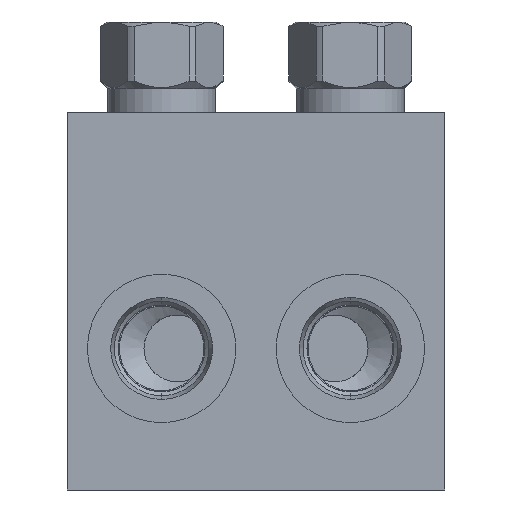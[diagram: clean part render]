
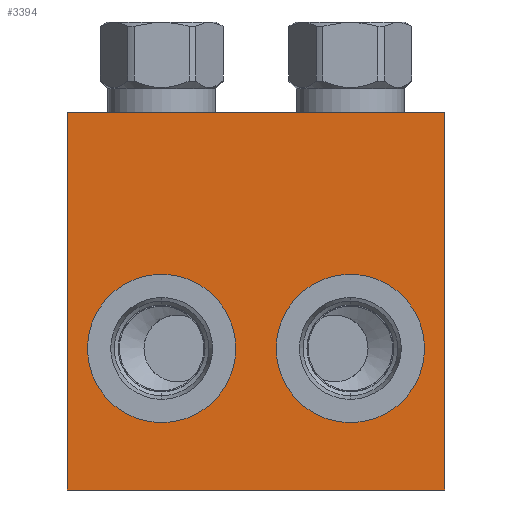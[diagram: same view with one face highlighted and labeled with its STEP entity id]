
A CAD part, left-side view. The second image highlights one B-rep face of the part: STEP entity #3394.
In plain terms, the highlighted planar face has unit normal (-1, 0, 0).
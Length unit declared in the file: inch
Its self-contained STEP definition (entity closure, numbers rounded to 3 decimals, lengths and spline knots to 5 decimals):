
#1=DIRECTION('',(0.,-1.,0.));
#2=VECTOR('',#1,3.);
#3=CARTESIAN_POINT('',(0.,0.,0.));
#4=LINE('',#3,#2);
#27=DIRECTION('',(0.,0.,1.));
#28=VECTOR('',#27,3.);
#29=CARTESIAN_POINT('',(0.,0.,0.));
#30=LINE('',#29,#28);
#31=CARTESIAN_POINT('',(0.,-0.75,1.125));
#32=DIRECTION('',(1.,0.,0.));
#33=DIRECTION('',(0.,0.,-1.));
#34=AXIS2_PLACEMENT_3D('',#31,#32,#33);
#36=CARTESIAN_POINT('',(0.,-0.75,1.125));
#37=DIRECTION('',(1.,0.,0.));
#38=DIRECTION('',(0.,0.,1.));
#39=AXIS2_PLACEMENT_3D('',#36,#37,#38);
#41=CARTESIAN_POINT('',(0.,-2.25,1.125));
#42=DIRECTION('',(1.,0.,0.));
#43=DIRECTION('',(0.,0.,-1.));
#44=AXIS2_PLACEMENT_3D('',#41,#42,#43);
#46=CARTESIAN_POINT('',(0.,-2.25,1.125));
#47=DIRECTION('',(1.,0.,0.));
#48=DIRECTION('',(0.,0.,1.));
#49=AXIS2_PLACEMENT_3D('',#46,#47,#48);
#119=DIRECTION('',(0.,0.,1.));
#120=VECTOR('',#119,3.);
#121=CARTESIAN_POINT('',(0.,-3.,0.));
#122=LINE('',#121,#120);
#143=DIRECTION('',(0.,-1.,0.));
#144=VECTOR('',#143,3.);
#145=CARTESIAN_POINT('',(0.,0.,3.));
#146=LINE('',#145,#144);
#2908=CARTESIAN_POINT('',(0.,0.,0.));
#2909=CARTESIAN_POINT('',(0.,-3.,0.));
#2910=VERTEX_POINT('',#2908);
#2911=VERTEX_POINT('',#2909);
#2916=CARTESIAN_POINT('',(0.,0.,3.));
#2917=CARTESIAN_POINT('',(0.,-3.,3.));
#2918=VERTEX_POINT('',#2916);
#2919=VERTEX_POINT('',#2917);
#3194=CARTESIAN_POINT('',(0.,-0.75,0.535));
#3196=VERTEX_POINT('',#3194);
#3198=CARTESIAN_POINT('',(0.,-0.75,1.715));
#3200=VERTEX_POINT('',#3198);
#3238=CARTESIAN_POINT('',(0.,-2.25,0.535));
#3240=VERTEX_POINT('',#3238);
#3242=CARTESIAN_POINT('',(0.,-2.25,1.715));
#3244=VERTEX_POINT('',#3242);
#3368=CARTESIAN_POINT('',(0.,0.,0.));
#3369=DIRECTION('',(-1.,0.,0.));
#3370=DIRECTION('',(0.,-1.,0.));
#3371=AXIS2_PLACEMENT_3D('',#3368,#3369,#3370);
#3372=PLANE('',#3371);
#3373=ORIENTED_EDGE('',*,*,#3351,.F.);
#3375=ORIENTED_EDGE('',*,*,#3374,.T.);
#3377=ORIENTED_EDGE('',*,*,#3376,.T.);
#3379=ORIENTED_EDGE('',*,*,#3378,.F.);
#3380=EDGE_LOOP('',(#3373,#3375,#3377,#3379));
#3381=FACE_OUTER_BOUND('',#3380,.F.);
#3383=ORIENTED_EDGE('',*,*,#3382,.F.);
#3385=ORIENTED_EDGE('',*,*,#3384,.F.);
#3386=EDGE_LOOP('',(#3383,#3385));
#3387=FACE_BOUND('',#3386,.F.);
#3389=ORIENTED_EDGE('',*,*,#3388,.F.);
#3391=ORIENTED_EDGE('',*,*,#3390,.F.);
#3392=EDGE_LOOP('',(#3389,#3391));
#3393=FACE_BOUND('',#3392,.F.);
#3394=ADVANCED_FACE('',(#3381,#3387,#3393),#3372,.T.);
#35=CIRCLE('',#34,0.59);
#40=CIRCLE('',#39,0.59);
#45=CIRCLE('',#44,0.59);
#50=CIRCLE('',#49,0.59);
#3351=EDGE_CURVE('',#2910,#2911,#4,.T.);
#3374=EDGE_CURVE('',#2910,#2918,#30,.T.);
#3376=EDGE_CURVE('',#2918,#2919,#146,.T.);
#3378=EDGE_CURVE('',#2911,#2919,#122,.T.);
#3382=EDGE_CURVE('',#3196,#3200,#35,.T.);
#3384=EDGE_CURVE('',#3200,#3196,#40,.T.);
#3388=EDGE_CURVE('',#3240,#3244,#45,.T.);
#3390=EDGE_CURVE('',#3244,#3240,#50,.T.);
